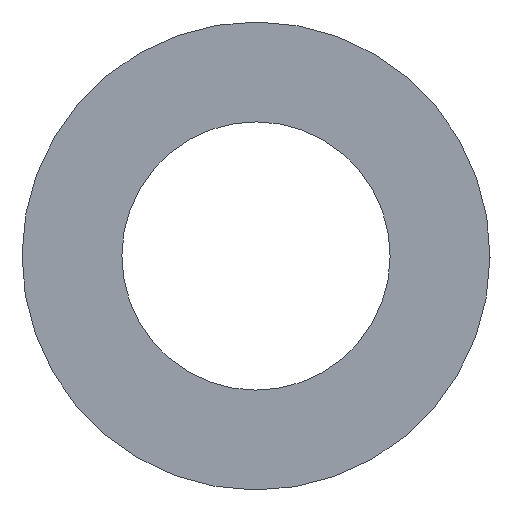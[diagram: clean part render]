
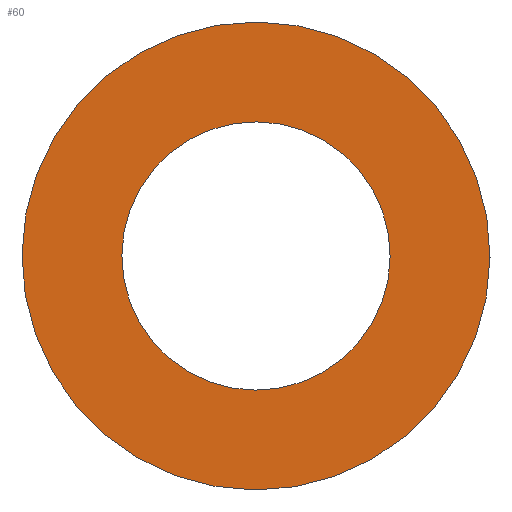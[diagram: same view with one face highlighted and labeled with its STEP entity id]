
A CAD part, left-side view. The second image highlights one B-rep face of the part: STEP entity #60.
In plain terms, the highlighted planar face has unit normal (-1, 0, 0).
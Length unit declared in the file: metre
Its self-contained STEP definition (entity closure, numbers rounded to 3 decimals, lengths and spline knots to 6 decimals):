
#22=ORIENTED_EDGE('',*,*,#30,.T.);
#23=ORIENTED_EDGE('',*,*,#31,.F.);
#30=EDGE_CURVE('',#34,#34,#38,.T.);
#31=EDGE_CURVE('',#35,#35,#39,.T.);
#34=VERTEX_POINT('',#106);
#35=VERTEX_POINT('',#108);
#38=CIRCLE('',#78,0.001191);
#39=CIRCLE('',#79,0.000683);
#42=EDGE_LOOP('',(#22));
#43=EDGE_LOOP('',(#23));
#50=FACE_BOUND('',#42,.T.);
#51=FACE_BOUND('',#43,.T.);
#58=PLANE('',#77);
#60=ADVANCED_FACE('',(#50,#51),#58,.T.);
#77=AXIS2_PLACEMENT_3D('',#104,#87,#88);
#78=AXIS2_PLACEMENT_3D('',#105,#89,#90);
#79=AXIS2_PLACEMENT_3D('',#107,#91,#92);
#87=DIRECTION('',(-1.,0.,0.));
#88=DIRECTION('',(0.,0.762,0.647));
#89=DIRECTION('',(-1.,0.,0.));
#90=DIRECTION('',(0.,-0.647,0.762));
#91=DIRECTION('',(-1.,0.,0.));
#92=DIRECTION('',(0.,-0.647,0.762));
#104=CARTESIAN_POINT('',(-0.015442,0.614288,-0.02269));
#105=CARTESIAN_POINT('',(-0.015442,0.655564,-0.068195));
#106=CARTESIAN_POINT('',(-0.015442,0.654794,-0.067287));
#107=CARTESIAN_POINT('',(-0.015442,0.655564,-0.068195));
#108=CARTESIAN_POINT('',(-0.015442,0.655122,-0.067674));
